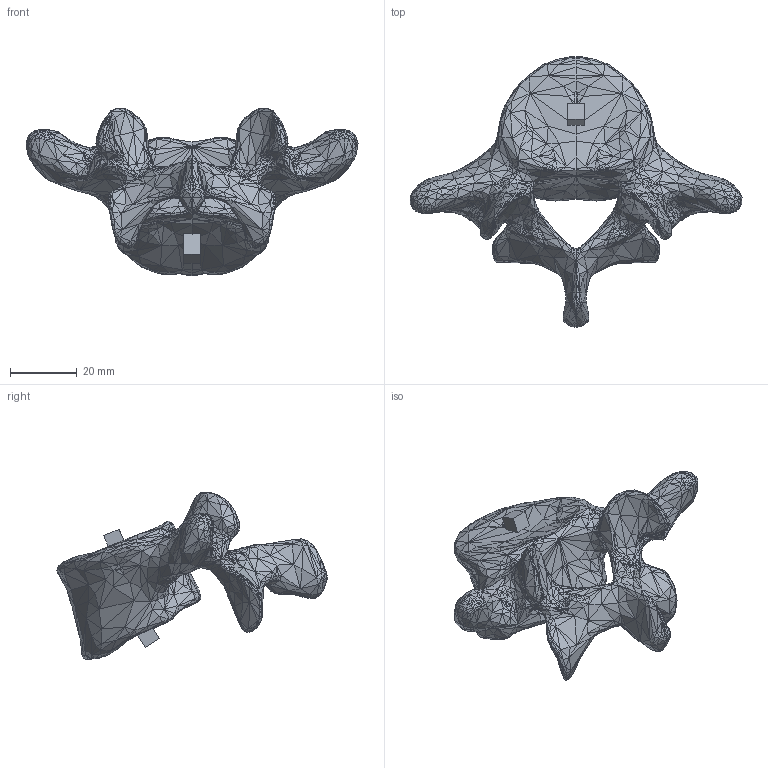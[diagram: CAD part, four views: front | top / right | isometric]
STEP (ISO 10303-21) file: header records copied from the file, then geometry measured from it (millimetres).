
FILE_DESCRIPTION(/* description */ (''),/* implementation_level */ '2;1');
FILE_NAME(/* name */ 'L5.step',/* time_stamp */ '2024-04-04T13:06:44-04:00',/* author */ (''),/* organization */ (''),/* preprocessor_version */ 'ST-DEVELOPER v20',/* originating_system */ 'Autodesk Translation Framework v12.20.1.177',/* authorisation */ '');
FILE_SCHEMA (('AUTOMOTIVE_DESIGN { 1 0 10303 214 3 1 1 }'));
Products named in the file (1): L5
Bounding box: 99.15 x 80.77 x 50.06 mm (x, y, z)
Volume: 50913.2 mm3; surface area: 13397.2 mm2
Topology: 1 solids, 1 shells, 3804 faces, 5794 edges, 1990 vertices
Faces by surface type: plane 3804
Entity records: 75011 total; most frequent: DIRECTION 13404, CARTESIAN_POINT 11589, ORIENTED_EDGE 11588, LINE 5794, VECTOR 5794, EDGE_CURVE 5794, AXIS2_PLACEMENT_3D 3805, FACE_OUTER_BOUND 3804
